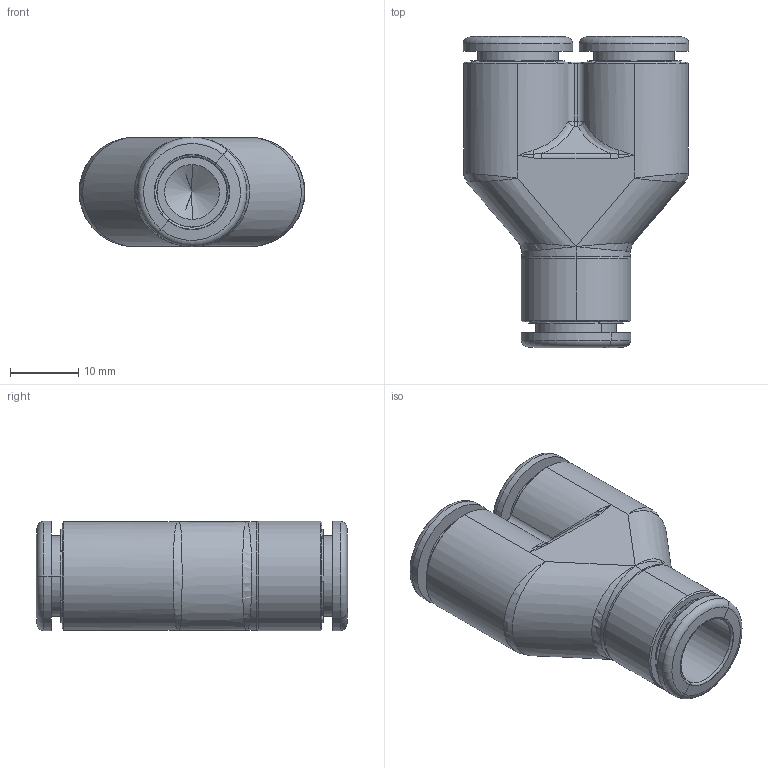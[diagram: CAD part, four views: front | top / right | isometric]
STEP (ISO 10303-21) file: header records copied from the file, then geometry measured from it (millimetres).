
FILE_DESCRIPTION (( 'STEP AP203' ), '1' );
FILE_NAME ('OTRY10.STEP', '2023-09-26T12:29:01', ( '' ), ( '' ), 'SwSTEP 2.0', 'SolidWorks 2023', '' );
FILE_SCHEMA (( 'CONFIG_CONTROL_DESIGN' ));
Length unit declared in the file: millimetre
Products named in the file (1): OTRY10
Bounding box: 33 x 45.6 x 16 mm (x, y, z)
Volume: 8938.3 mm3; surface area: 6698.5 mm2
Topology: 1 solids, 1 shells, 259 faces, 623 edges, 372 vertices
Faces by surface type: cylinder 93, plane 75, torus 41, cone 24, bspline 22, sphere 4
Entity records: 11768 total; most frequent: CARTESIAN_POINT 5793, DIRECTION 1283, ORIENTED_EDGE 1202, EDGE_CURVE 601, AXIS2_PLACEMENT_3D 520, VERTEX_POINT 372, EDGE_LOOP 291, CIRCLE 282
